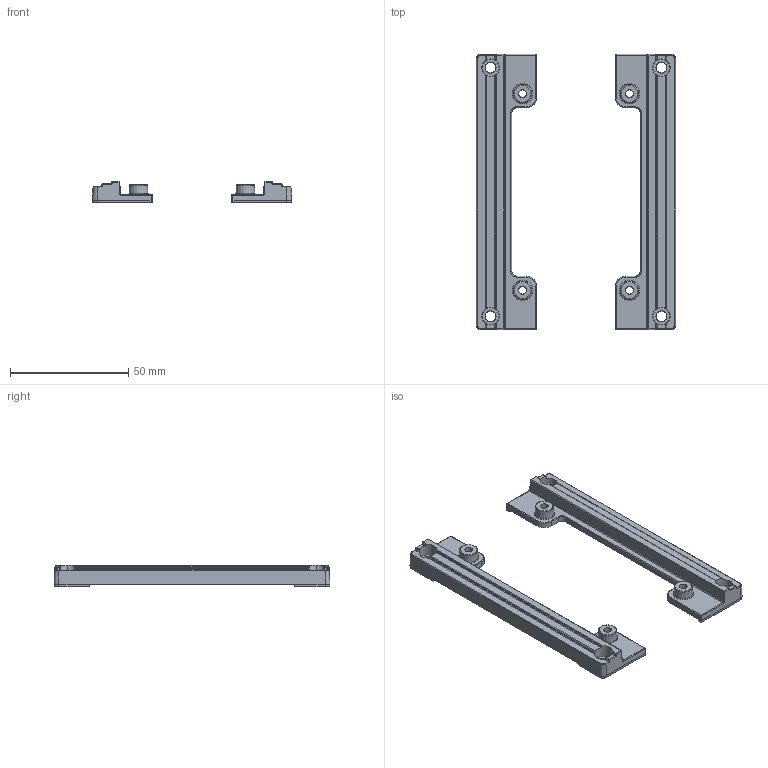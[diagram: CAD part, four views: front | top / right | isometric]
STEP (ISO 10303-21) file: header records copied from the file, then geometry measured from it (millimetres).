
FILE_DESCRIPTION (( 'STEP AP214' ), '1' );
FILE_NAME ('04000120.STEP', '2008-06-10T13:45:55', ( ' ' ), ( '' ), 'SwSTEP 2.0', 'SolidWorks 2008', '' );
FILE_SCHEMA (( 'AUTOMOTIVE_DESIGN' ));
Length unit declared in the file: millimetre
Products named in the file (3): 12788_Standard; 04000120
Assembly tree (3 placements, depth 3):
  04000120
    12788_Standard  x2
      12788_Standard
Bounding box: 84.17 x 116.5 x 9 mm (x, y, z)
Volume: 19490.7 mm3; surface area: 15091.6 mm2
Topology: 2 solids, 2 shells, 428 faces, 1040 edges, 592 vertices
Faces by surface type: cylinder 152, plane 120, bspline 80, cone 36, torus 24, sphere 16
Entity records: 6743 total; most frequent: CARTESIAN_POINT 2183, ORIENTED_EDGE 1008, DIRECTION 890, EDGE_CURVE 504, AXIS2_PLACEMENT_3D 331, VERTEX_POINT 296, VECTOR 228, LINE 228
